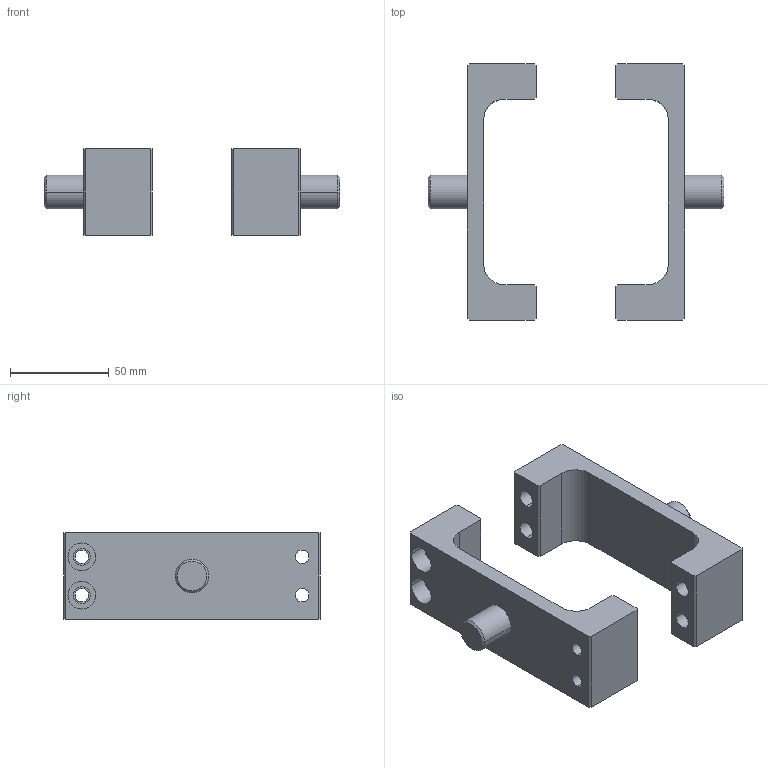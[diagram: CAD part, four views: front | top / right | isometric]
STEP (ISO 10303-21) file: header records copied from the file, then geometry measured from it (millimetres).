
FILE_DESCRIPTION (( 'STEP AP214' ), '1' );
FILE_NAME ('RD000017.STEP', '2016-09-08T14:54:59', ( '' ), ( '' ), 'SwSTEP 2.0', 'SolidWorks 2016', '' );
FILE_SCHEMA (( 'AUTOMOTIVE_DESIGN' ));
Length unit declared in the file: millimetre
Products named in the file (1): RD000017
Bounding box: 150 x 130 x 44 mm (x, y, z)
Volume: 173537.5 mm3; surface area: 49757.1 mm2
Topology: 2 solids, 2 shells, 86 faces, 212 edges, 140 vertices
Faces by surface type: plane 42, cylinder 40, cone 4
Entity records: 3589 total; most frequent: DIRECTION 470, CARTESIAN_POINT 439, ORIENTED_EDGE 424, EDGE_CURVE 212, AXIS2_PLACEMENT_3D 171, VERTEX_POINT 140, VECTOR 128, LINE 128
